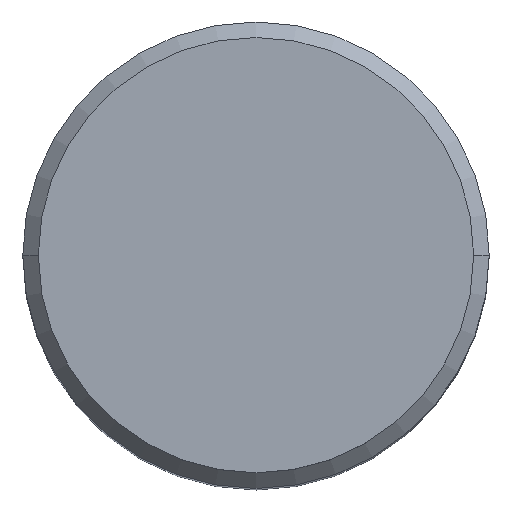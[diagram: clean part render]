
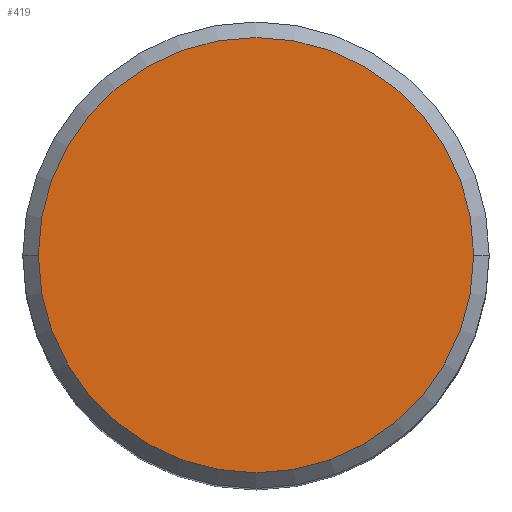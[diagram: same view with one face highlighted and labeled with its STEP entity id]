
A CAD part, top view. The second image highlights one B-rep face of the part: STEP entity #419.
In plain terms, the highlighted planar face has unit normal (0, 0, 1).
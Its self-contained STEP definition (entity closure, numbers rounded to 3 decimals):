
#206=CARTESIAN_POINT('',(0.,0.,60.));
#207=DIRECTION('',(0.,0.,1.));
#208=DIRECTION('',(1.,0.,0.));
#209=AXIS2_PLACEMENT_3D('',#206,#207,#208);
#214=CARTESIAN_POINT('',(0.,0.,60.));
#215=DIRECTION('',(0.,0.,1.));
#216=DIRECTION('',(-1.,0.,0.));
#217=AXIS2_PLACEMENT_3D('',#214,#215,#216);
#260=CARTESIAN_POINT('',(14.,0.,60.));
#261=CARTESIAN_POINT('',(-14.,0.,60.));
#262=VERTEX_POINT('',#260);
#263=VERTEX_POINT('',#261);
#410=CARTESIAN_POINT('',(0.,0.,60.));
#411=DIRECTION('',(0.,0.,1.));
#412=DIRECTION('',(1.,0.,0.));
#413=AXIS2_PLACEMENT_3D('',#410,#411,#412);
#414=PLANE('',#413);
#415=ORIENTED_EDGE('',*,*,#379,.F.);
#416=ORIENTED_EDGE('',*,*,#364,.F.);
#417=EDGE_LOOP('',(#415,#416));
#418=FACE_OUTER_BOUND('',#417,.F.);
#419=ADVANCED_FACE('',(#418),#414,.T.);
#210=CIRCLE('',#209,14.);
#218=CIRCLE('',#217,14.);
#364=EDGE_CURVE('',#263,#262,#218,.T.);
#379=EDGE_CURVE('',#262,#263,#210,.T.);
